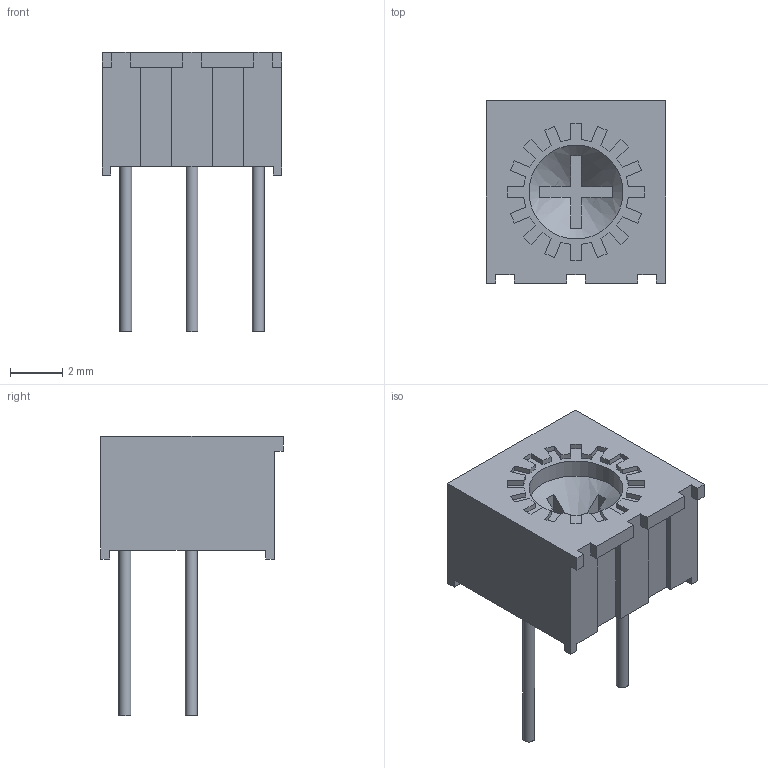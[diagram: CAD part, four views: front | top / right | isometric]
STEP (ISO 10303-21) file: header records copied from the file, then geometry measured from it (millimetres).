
FILE_DESCRIPTION(/* description */ (''),/* implementation_level */ '2;1');
FILE_NAME(/* name */ 'Pot.step',/* time_stamp */ '2022-05-16T19:58:53-04:00',/* author */ (''),/* organization */ (''),/* preprocessor_version */ 'ST-DEVELOPER v18.1',/* originating_system */ 'Autodesk Translation Framework v10.14.0.1471',/* authorisation */ '');
FILE_SCHEMA (('AUTOMOTIVE_DESIGN { 1 0 10303 214 3 1 1 }'));
Length unit declared in the file: millimetre
Products named in the file (1): Pot
Bounding box: 6.9 x 7 x 10.7 mm (x, y, z)
Volume: 185.6 mm3; surface area: 279.1 mm2
Topology: 4 solids, 4 shells, 129 faces, 356 edges, 237 vertices
Faces by surface type: plane 108, cylinder 20, cone 1
Full cylindrical faces by diameter (mm): 0.46 x3, 3.6 x1
Entity records: 4127 total; most frequent: CARTESIAN_POINT 757, ORIENTED_EDGE 712, DIRECTION 643, EDGE_CURVE 356, LINE 303, VECTOR 303, VERTEX_POINT 237, AXIS2_PLACEMENT_3D 170
